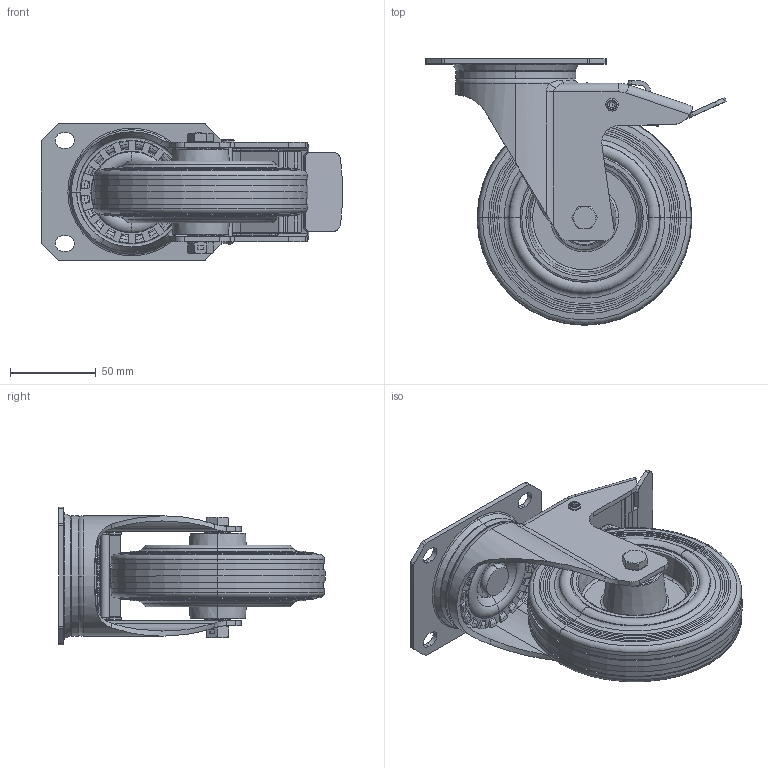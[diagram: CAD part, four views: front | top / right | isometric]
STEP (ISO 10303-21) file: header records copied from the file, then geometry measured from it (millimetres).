
FILE_DESCRIPTION (( 'STEP AP214' ), '1' );
FILE_NAME ('0056208.step', '2023-11-20T09:13:35', ( '' ), ( '' ), 'SwSTEP 2.0', 'SolidWorks 2020', '' );
FILE_SCHEMA (( 'AUTOMOTIVE_DESIGN' ));
Length unit declared in the file: millimetre
Products named in the file (1): 0056208
Bounding box: 175.08 x 155 x 80 mm (x, y, z)
Surface area: 147799.8 mm2 (no closed solid volume)
Topology: 0 solids, 20 shells, 680 faces, 1926 edges, 1255 vertices
Faces by surface type: plane 196, cylinder 188, torus 142, cone 116, bspline 22, sphere 16
Entity records: 32553 total; most frequent: CARTESIAN_POINT 7790, DIRECTION 3673, ORIENTED_EDGE 3367, EDGE_CURVE 1926, AXIS2_PLACEMENT_3D 1489, VERTEX_POINT 1255, CIRCLE 830, EDGE_LOOP 740
